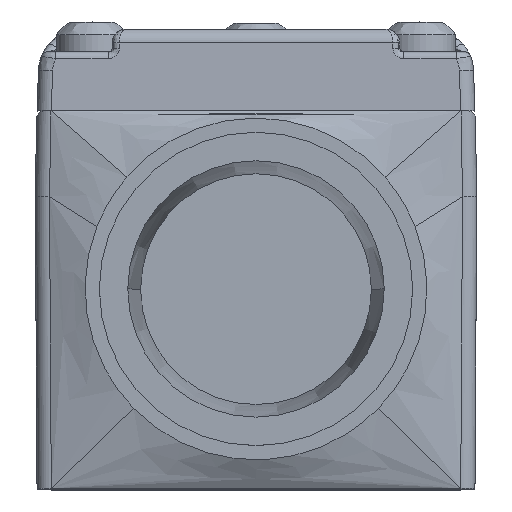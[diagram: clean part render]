
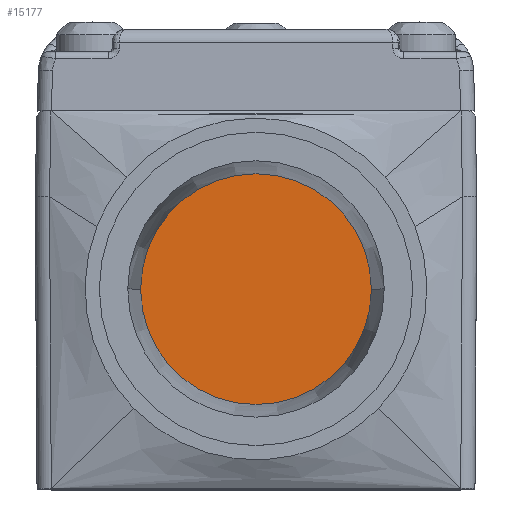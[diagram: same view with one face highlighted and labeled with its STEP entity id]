
A CAD part, top view. The second image highlights one B-rep face of the part: STEP entity #15177.
In plain terms, the highlighted planar face has unit normal (0, 0, 1).
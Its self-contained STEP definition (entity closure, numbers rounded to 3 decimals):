
#15060=CARTESIAN_POINT('',(0.,-12.5,52.));
#15061=DIRECTION('',(0.,0.,1.));
#15062=DIRECTION('',(-1.,0.,0.));
#15063=AXIS2_PLACEMENT_3D('',#15060,#15061,#15062);
#15069=CARTESIAN_POINT('',(0.,-12.5,52.));
#15070=DIRECTION('',(0.,0.,-1.));
#15071=DIRECTION('',(-1.,0.,0.));
#15072=AXIS2_PLACEMENT_3D('',#15069,#15070,#15071);
#15086=CARTESIAN_POINT('',(-8.1,-12.5,52.));
#15087=CARTESIAN_POINT('',(8.1,-12.5,52.));
#15088=VERTEX_POINT('',#15086);
#15089=VERTEX_POINT('',#15087);
#15168=CARTESIAN_POINT('',(0.,-12.5,52.));
#15169=DIRECTION('',(0.,0.,1.));
#15170=DIRECTION('',(-1.,0.,0.));
#15171=AXIS2_PLACEMENT_3D('',#15168,#15169,#15170);
#15172=PLANE('',#15171);
#15173=ORIENTED_EDGE('',*,*,#15162,.T.);
#15174=ORIENTED_EDGE('',*,*,#15148,.F.);
#15175=EDGE_LOOP('',(#15173,#15174));
#15176=FACE_OUTER_BOUND('',#15175,.F.);
#15064=CIRCLE('',#15063,8.1);
#15073=CIRCLE('',#15072,8.1);
#15148=EDGE_CURVE('',#15088,#15089,#15064,.T.);
#15162=EDGE_CURVE('',#15088,#15089,#15073,.T.);
#15177=ADVANCED_FACE('',(#15176),#15172,.T.);
